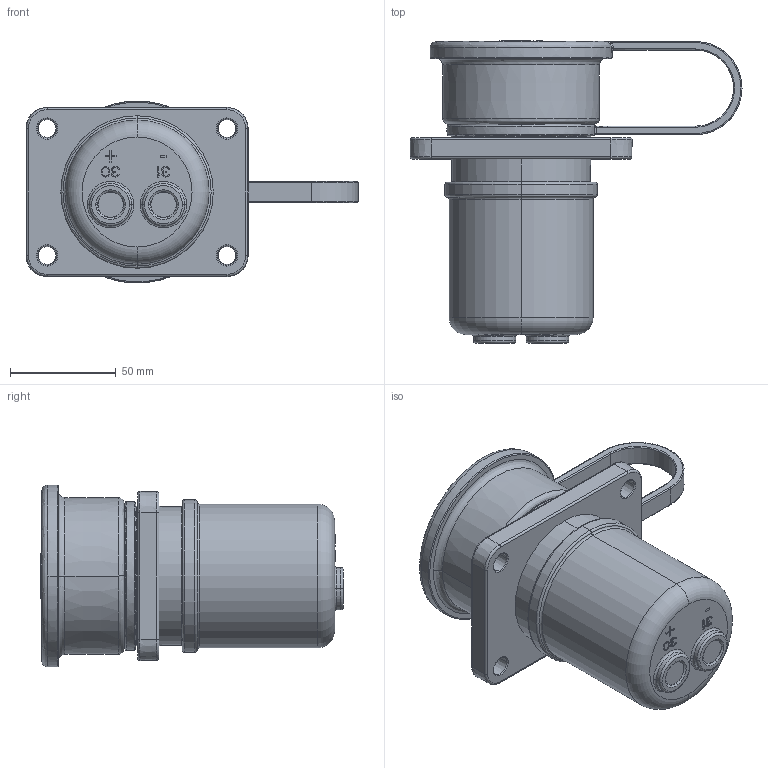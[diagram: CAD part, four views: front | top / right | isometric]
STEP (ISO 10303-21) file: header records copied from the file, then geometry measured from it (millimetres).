
FILE_DESCRIPTION((''),'2;1');
FILE_NAME('151227_K_SW0001','2018-01-08T',('rdpe'),(''),'PRO/ENGINEER BY PARAMETRIC TECHNOLOGY CORPORATION, 2016100','PRO/ENGINEER BY PARAMETRIC TECHNOLOGY CORPORATION, 2016100','');
FILE_SCHEMA(('CONFIG_CONTROL_DESIGN'));
Length unit declared in the file: millimetre
Products named in the file (1): 151227_K_SW0001
Bounding box: 156.89 x 142.8 x 86 mm (x, y, z)
Volume: 591234.2 mm3; surface area: 58397.5 mm2
Topology: 1 solids, 1 shells, 544 faces, 1434 edges, 925 vertices
Faces by surface type: plane 337, bspline 119, torus 44, cone 26, cylinder 18
Entity records: 20853 total; most frequent: CARTESIAN_POINT 8050, ORIENTED_EDGE 2868, DIRECTION 2213, EDGE_CURVE 1434, VECTOR 1029, LINE 1029, VERTEX_POINT 925, AXIS2_PLACEMENT_3D 592
